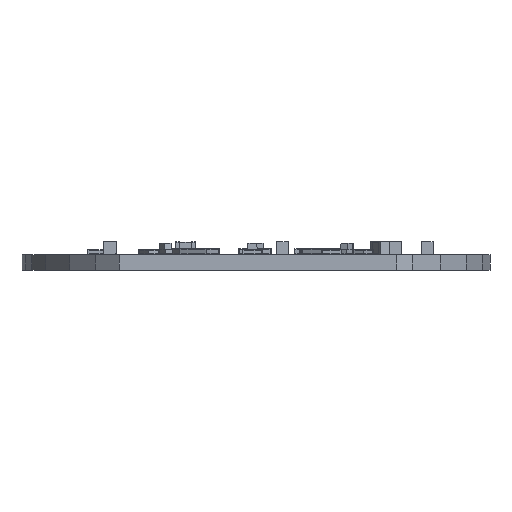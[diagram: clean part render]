
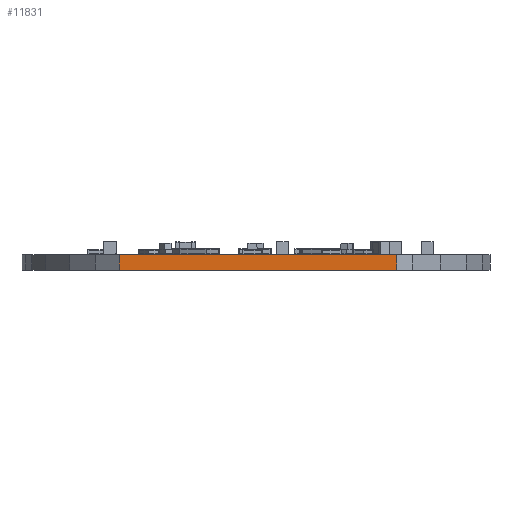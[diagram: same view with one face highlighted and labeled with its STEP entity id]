
A CAD part, front view. The second image highlights one B-rep face of the part: STEP entity #11831.
In plain terms, the highlighted planar face has unit normal (0, -1, 0).
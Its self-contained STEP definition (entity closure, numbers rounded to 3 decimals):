
#9708 = PLANE('',#9709);
#9709 = AXIS2_PLACEMENT_3D('',#9710,#9711,#9712);
#9710 = CARTESIAN_POINT('',(193.817,-105.127,1.6));
#9711 = DIRECTION('',(0.,0.,1.));
#9712 = DIRECTION('',(1.,0.,0.));
#9762 = PLANE('',#9763);
#9763 = AXIS2_PLACEMENT_3D('',#9764,#9765,#9766);
#9764 = CARTESIAN_POINT('',(193.817,-105.127,0.));
#9765 = DIRECTION('',(0.,0.,1.));
#9766 = DIRECTION('',(1.,0.,0.));
#10151 = VERTEX_POINT('',#10152);
#10152 = CARTESIAN_POINT('',(180.,-129.75,0.));
#10166 = PLANE('',#10167);
#10167 = AXIS2_PLACEMENT_3D('',#10168,#10169,#10170);
#10168 = CARTESIAN_POINT('',(180.,-116.8,0.));
#10169 = DIRECTION('',(1.,0.,0.));
#10170 = DIRECTION('',(0.,-1.,0.));
#10178 = EDGE_CURVE('',#10151,#10179,#10181,.T.);
#10179 = VERTEX_POINT('',#10180);
#10180 = CARTESIAN_POINT('',(208.,-129.75,0.));
#10181 = SURFACE_CURVE('',#10182,(#10186,#10193),.PCURVE_S1.);
#10182 = LINE('',#10183,#10184);
#10183 = CARTESIAN_POINT('',(180.,-129.75,0.));
#10184 = VECTOR('',#10185,1.);
#10185 = DIRECTION('',(1.,0.,0.));
#10186 = PCURVE('',#9762,#10187);
#10187 = DEFINITIONAL_REPRESENTATION('',(#10188),#10192);
#10188 = LINE('',#10189,#10190);
#10189 = CARTESIAN_POINT('',(-13.817,-24.623));
#10190 = VECTOR('',#10191,1.);
#10191 = DIRECTION('',(1.,0.));
#10192 = ( GEOMETRIC_REPRESENTATION_CONTEXT(2) 
PARAMETRIC_REPRESENTATION_CONTEXT() REPRESENTATION_CONTEXT('2D SPACE',''
  ) );
#10193 = PCURVE('',#10194,#10199);
#10194 = PLANE('',#10195);
#10195 = AXIS2_PLACEMENT_3D('',#10196,#10197,#10198);
#10196 = CARTESIAN_POINT('',(180.,-129.75,0.));
#10197 = DIRECTION('',(0.,1.,0.));
#10198 = DIRECTION('',(1.,0.,0.));
#10199 = DEFINITIONAL_REPRESENTATION('',(#10200),#10204);
#10200 = LINE('',#10201,#10202);
#10201 = CARTESIAN_POINT('',(0.,0.));
#10202 = VECTOR('',#10203,1.);
#10203 = DIRECTION('',(1.,0.));
#10204 = ( GEOMETRIC_REPRESENTATION_CONTEXT(2) 
PARAMETRIC_REPRESENTATION_CONTEXT() REPRESENTATION_CONTEXT('2D SPACE',''
  ) );
#10222 = PLANE('',#10223);
#10223 = AXIS2_PLACEMENT_3D('',#10224,#10225,#10226);
#10224 = CARTESIAN_POINT('',(208.,-129.75,0.));
#10225 = DIRECTION('',(-1.,0.,0.));
#10226 = DIRECTION('',(0.,1.,0.));
#10875 = VERTEX_POINT('',#10876);
#10876 = CARTESIAN_POINT('',(180.,-129.75,1.6));
#10897 = EDGE_CURVE('',#10875,#10898,#10900,.T.);
#10898 = VERTEX_POINT('',#10899);
#10899 = CARTESIAN_POINT('',(208.,-129.75,1.6));
#10900 = SURFACE_CURVE('',#10901,(#10905,#10912),.PCURVE_S1.);
#10901 = LINE('',#10902,#10903);
#10902 = CARTESIAN_POINT('',(180.,-129.75,1.6));
#10903 = VECTOR('',#10904,1.);
#10904 = DIRECTION('',(1.,0.,0.));
#10905 = PCURVE('',#9708,#10906);
#10906 = DEFINITIONAL_REPRESENTATION('',(#10907),#10911);
#10907 = LINE('',#10908,#10909);
#10908 = CARTESIAN_POINT('',(-13.817,-24.623));
#10909 = VECTOR('',#10910,1.);
#10910 = DIRECTION('',(1.,0.));
#10911 = ( GEOMETRIC_REPRESENTATION_CONTEXT(2) 
PARAMETRIC_REPRESENTATION_CONTEXT() REPRESENTATION_CONTEXT('2D SPACE',''
  ) );
#10912 = PCURVE('',#10194,#10913);
#10913 = DEFINITIONAL_REPRESENTATION('',(#10914),#10918);
#10914 = LINE('',#10915,#10916);
#10915 = CARTESIAN_POINT('',(0.,-1.6));
#10916 = VECTOR('',#10917,1.);
#10917 = DIRECTION('',(1.,0.));
#10918 = ( GEOMETRIC_REPRESENTATION_CONTEXT(2) 
PARAMETRIC_REPRESENTATION_CONTEXT() REPRESENTATION_CONTEXT('2D SPACE',''
  ) );
#11783 = EDGE_CURVE('',#10151,#10875,#11784,.T.);
#11784 = SURFACE_CURVE('',#11785,(#11789,#11796),.PCURVE_S1.);
#11785 = LINE('',#11786,#11787);
#11786 = CARTESIAN_POINT('',(180.,-129.75,0.));
#11787 = VECTOR('',#11788,1.);
#11788 = DIRECTION('',(0.,0.,1.));
#11789 = PCURVE('',#10166,#11790);
#11790 = DEFINITIONAL_REPRESENTATION('',(#11791),#11795);
#11791 = LINE('',#11792,#11793);
#11792 = CARTESIAN_POINT('',(12.95,0.));
#11793 = VECTOR('',#11794,1.);
#11794 = DIRECTION('',(0.,-1.));
#11795 = ( GEOMETRIC_REPRESENTATION_CONTEXT(2) 
PARAMETRIC_REPRESENTATION_CONTEXT() REPRESENTATION_CONTEXT('2D SPACE',''
  ) );
#11796 = PCURVE('',#10194,#11797);
#11797 = DEFINITIONAL_REPRESENTATION('',(#11798),#11802);
#11798 = LINE('',#11799,#11800);
#11799 = CARTESIAN_POINT('',(0.,0.));
#11800 = VECTOR('',#11801,1.);
#11801 = DIRECTION('',(0.,-1.));
#11802 = ( GEOMETRIC_REPRESENTATION_CONTEXT(2) 
PARAMETRIC_REPRESENTATION_CONTEXT() REPRESENTATION_CONTEXT('2D SPACE',''
  ) );
#11831 = ADVANCED_FACE('',(#11832),#10194,.F.);
#11832 = FACE_BOUND('',#11833,.F.);
#11833 = EDGE_LOOP('',(#11834,#11835,#11836,#11857));
#11834 = ORIENTED_EDGE('',*,*,#11783,.T.);
#11835 = ORIENTED_EDGE('',*,*,#10897,.T.);
#11836 = ORIENTED_EDGE('',*,*,#11837,.F.);
#11837 = EDGE_CURVE('',#10179,#10898,#11838,.T.);
#11838 = SURFACE_CURVE('',#11839,(#11843,#11850),.PCURVE_S1.);
#11839 = LINE('',#11840,#11841);
#11840 = CARTESIAN_POINT('',(208.,-129.75,0.));
#11841 = VECTOR('',#11842,1.);
#11842 = DIRECTION('',(0.,0.,1.));
#11843 = PCURVE('',#10194,#11844);
#11844 = DEFINITIONAL_REPRESENTATION('',(#11845),#11849);
#11845 = LINE('',#11846,#11847);
#11846 = CARTESIAN_POINT('',(28.,0.));
#11847 = VECTOR('',#11848,1.);
#11848 = DIRECTION('',(0.,-1.));
#11849 = ( GEOMETRIC_REPRESENTATION_CONTEXT(2) 
PARAMETRIC_REPRESENTATION_CONTEXT() REPRESENTATION_CONTEXT('2D SPACE',''
  ) );
#11850 = PCURVE('',#10222,#11851);
#11851 = DEFINITIONAL_REPRESENTATION('',(#11852),#11856);
#11852 = LINE('',#11853,#11854);
#11853 = CARTESIAN_POINT('',(0.,0.));
#11854 = VECTOR('',#11855,1.);
#11855 = DIRECTION('',(0.,-1.));
#11856 = ( GEOMETRIC_REPRESENTATION_CONTEXT(2) 
PARAMETRIC_REPRESENTATION_CONTEXT() REPRESENTATION_CONTEXT('2D SPACE',''
  ) );
#11857 = ORIENTED_EDGE('',*,*,#10178,.F.);
